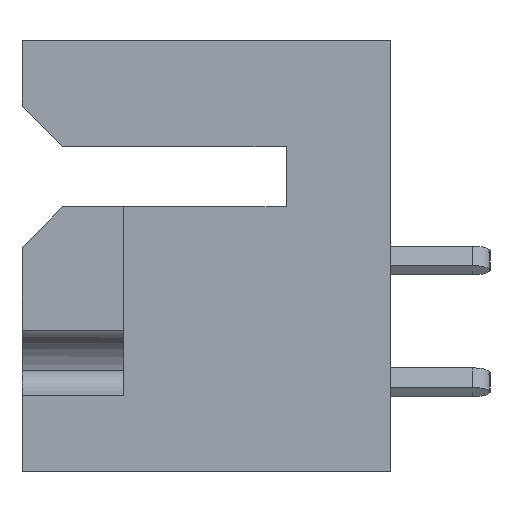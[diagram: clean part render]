
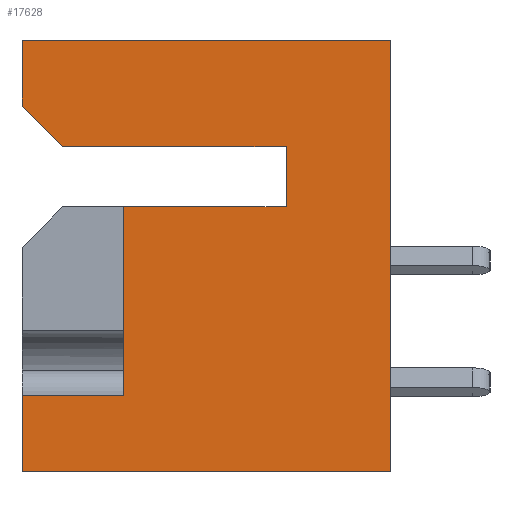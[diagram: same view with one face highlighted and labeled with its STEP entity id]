
A CAD part, left-side view. The second image highlights one B-rep face of the part: STEP entity #17628.
In plain terms, the highlighted planar face has unit normal (-1, 0, 0).
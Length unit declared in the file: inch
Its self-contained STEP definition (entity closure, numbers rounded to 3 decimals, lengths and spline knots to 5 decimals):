
#11 = LINE ( 'NONE', #18978, #21428 ) ;
#30 = VECTOR ( 'NONE', #347, 39.37008 ) ;
#234 = LINE ( 'NONE', #19979, #11982 ) ;
#347 = DIRECTION ( 'NONE',  ( 0., -1., 0. ) ) ;
#1240 = DIRECTION ( 'NONE',  ( 0., 0., 1. ) ) ;
#1482 = DIRECTION ( 'NONE',  ( 1., 0., 0. ) ) ;
#1531 = VECTOR ( 'NONE', #20722, 39.37008 ) ;
#1617 = CARTESIAN_POINT ( 'NONE',  ( 0., 0.128, -0.205 ) ) ;
#1776 = CARTESIAN_POINT ( 'NONE',  ( 0., 0.453, 0. ) ) ;
#1870 = PLANE ( 'NONE',  #5387 ) ;
#1939 = ORIENTED_EDGE ( 'NONE', *, *, #14590, .F. ) ;
#1957 = EDGE_CURVE ( 'NONE', #16490, #25609, #10326, .T. ) ;
#2686 = CARTESIAN_POINT ( 'NONE',  ( 0., 0.453, -0.081 ) ) ;
#3029 = ORIENTED_EDGE ( 'NONE', *, *, #20578, .F. ) ;
#3652 = LINE ( 'NONE', #1776, #11883 ) ;
#3886 = CARTESIAN_POINT ( 'NONE',  ( 0., 0.128, -0.131 ) ) ;
#4652 = VECTOR ( 'NONE', #17730, 39.37008 ) ;
#4683 = VECTOR ( 'NONE', #15558, 39.37008 ) ;
#4696 = VERTEX_POINT ( 'NONE', #19131 ) ;
#5387 = AXIS2_PLACEMENT_3D ( 'NONE', #8322, #1482, #8413 ) ;
#6143 = EDGE_CURVE ( 'NONE', #19862, #15507, #15697, .T. ) ;
#6184 = CARTESIAN_POINT ( 'NONE',  ( 0., 0.328, -0.437 ) ) ;
#6690 = DIRECTION ( 'NONE',  ( 0., 1., 0. ) ) ;
#6830 = CARTESIAN_POINT ( 'NONE',  ( 0., 0.453, 0. ) ) ;
#7209 = ORIENTED_EDGE ( 'NONE', *, *, #21193, .T. ) ;
#7680 = EDGE_CURVE ( 'NONE', #15364, #4696, #13513, .T. ) ;
#8294 = VECTOR ( 'NONE', #17796, 39.37008 ) ;
#8322 = CARTESIAN_POINT ( 'NONE',  ( 0., 0.453, 0. ) ) ;
#8368 = ORIENTED_EDGE ( 'NONE', *, *, #7680, .F. ) ;
#8413 = DIRECTION ( 'NONE',  ( 0., 0., -1. ) ) ;
#8563 = ORIENTED_EDGE ( 'NONE', *, *, #23741, .T. ) ;
#8722 = EDGE_CURVE ( 'NONE', #23901, #19862, #11, .T. ) ;
#9116 = ORIENTED_EDGE ( 'NONE', *, *, #8722, .F. ) ;
#9203 = VERTEX_POINT ( 'NONE', #21922 ) ;
#10274 = VERTEX_POINT ( 'NONE', #21811 ) ;
#10326 = LINE ( 'NONE', #16289, #18597 ) ;
#10336 = EDGE_CURVE ( 'NONE', #23901, #9203, #234, .T. ) ;
#10391 = DIRECTION ( 'NONE',  ( 0., 0., 1. ) ) ;
#10879 = CARTESIAN_POINT ( 'NONE',  ( 0., 0.453, -0.531 ) ) ;
#11883 = VECTOR ( 'NONE', #25847, 39.37008 ) ;
#11982 = VECTOR ( 'NONE', #6690, 39.37008 ) ;
#12139 = DIRECTION ( 'NONE',  ( 0., 0., 1. ) ) ;
#12508 = ORIENTED_EDGE ( 'NONE', *, *, #1957, .F. ) ;
#13445 = CARTESIAN_POINT ( 'NONE',  ( 0., 0.453, 0. ) ) ;
#13513 = LINE ( 'NONE', #6830, #30 ) ;
#14079 = CARTESIAN_POINT ( 'NONE',  ( 0., 0., 0. ) ) ;
#14590 = EDGE_CURVE ( 'NONE', #21934, #9203, #27199, .T. ) ;
#14703 = EDGE_CURVE ( 'NONE', #17213, #15507, #18631, .T. ) ;
#15155 = FACE_OUTER_BOUND ( 'NONE', #15284, .T. ) ;
#15272 = LINE ( 'NONE', #6184, #15967 ) ;
#15284 = EDGE_LOOP ( 'NONE', ( #20711, #12508, #7209, #8563, #8368, #3029, #16276, #19879, #9116, #26697, #1939 ) ) ;
#15364 = VERTEX_POINT ( 'NONE', #13445 ) ;
#15507 = VERTEX_POINT ( 'NONE', #18049 ) ;
#15558 = DIRECTION ( 'NONE',  ( 0., 1., 0. ) ) ;
#15697 = LINE ( 'NONE', #18042, #4683 ) ;
#15967 = VECTOR ( 'NONE', #25893, 39.37008 ) ;
#16276 = ORIENTED_EDGE ( 'NONE', *, *, #14703, .T. ) ;
#16289 = CARTESIAN_POINT ( 'NONE',  ( 0., 0.453, 0. ) ) ;
#16490 = VERTEX_POINT ( 'NONE', #24069 ) ;
#17213 = VERTEX_POINT ( 'NONE', #2686 ) ;
#17628 = ADVANCED_FACE ( 'NONE', ( #15155 ), #1870, .F. ) ;
#17730 = DIRECTION ( 'NONE',  ( 0., -1., 0. ) ) ;
#17796 = DIRECTION ( 'NONE',  ( 0., -0.707, -0.707 ) ) ;
#18042 = CARTESIAN_POINT ( 'NONE',  ( 0., 0.128, -0.131 ) ) ;
#18049 = CARTESIAN_POINT ( 'NONE',  ( 0., 0.403, -0.131 ) ) ;
#18263 = VECTOR ( 'NONE', #10391, 39.37008 ) ;
#18597 = VECTOR ( 'NONE', #12139, 39.37008 ) ;
#18631 = LINE ( 'NONE', #26351, #8294 ) ;
#18978 = CARTESIAN_POINT ( 'NONE',  ( 0., 0.128, -0.131 ) ) ;
#19131 = CARTESIAN_POINT ( 'NONE',  ( 0., 0., 0. ) ) ;
#19862 = VERTEX_POINT ( 'NONE', #3886 ) ;
#19879 = ORIENTED_EDGE ( 'NONE', *, *, #6143, .F. ) ;
#19979 = CARTESIAN_POINT ( 'NONE',  ( 0., 0.128, -0.205 ) ) ;
#20508 = LINE ( 'NONE', #14079, #1531 ) ;
#20578 = EDGE_CURVE ( 'NONE', #17213, #15364, #3652, .T. ) ;
#20711 = ORIENTED_EDGE ( 'NONE', *, *, #21721, .T. ) ;
#20722 = DIRECTION ( 'NONE',  ( 0., 0., 1. ) ) ;
#20940 = CARTESIAN_POINT ( 'NONE',  ( 0., 0.328, -0.437 ) ) ;
#21193 = EDGE_CURVE ( 'NONE', #16490, #10274, #22888, .T. ) ;
#21428 = VECTOR ( 'NONE', #1240, 39.37008 ) ;
#21485 = CARTESIAN_POINT ( 'NONE',  ( 0., 0.328, -0.205 ) ) ;
#21721 = EDGE_CURVE ( 'NONE', #21934, #25609, #15272, .T. ) ;
#21811 = CARTESIAN_POINT ( 'NONE',  ( 0., 0., -0.531 ) ) ;
#21922 = CARTESIAN_POINT ( 'NONE',  ( 0., 0.328, -0.205 ) ) ;
#21934 = VERTEX_POINT ( 'NONE', #20940 ) ;
#22888 = LINE ( 'NONE', #10879, #4652 ) ;
#23741 = EDGE_CURVE ( 'NONE', #10274, #4696, #20508, .T. ) ;
#23901 = VERTEX_POINT ( 'NONE', #1617 ) ;
#24069 = CARTESIAN_POINT ( 'NONE',  ( 0., 0.453, -0.531 ) ) ;
#25609 = VERTEX_POINT ( 'NONE', #28276 ) ;
#25847 = DIRECTION ( 'NONE',  ( 0., 0., 1. ) ) ;
#25893 = DIRECTION ( 'NONE',  ( 0., 1., 0. ) ) ;
#26351 = CARTESIAN_POINT ( 'NONE',  ( 0., 0.403, -0.131 ) ) ;
#26697 = ORIENTED_EDGE ( 'NONE', *, *, #10336, .T. ) ;
#27199 = LINE ( 'NONE', #21485, #18263 ) ;
#28276 = CARTESIAN_POINT ( 'NONE',  ( 0., 0.453, -0.437 ) ) ;
